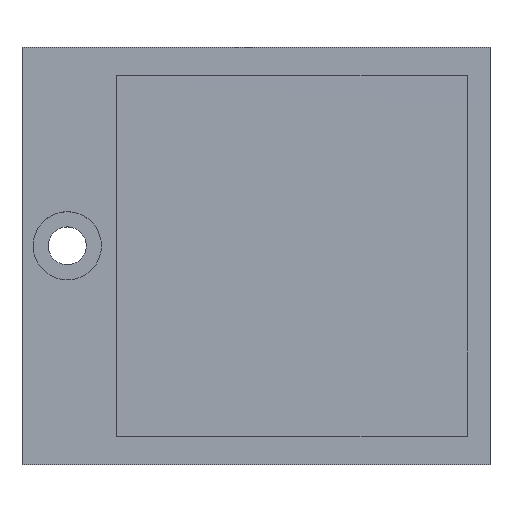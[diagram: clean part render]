
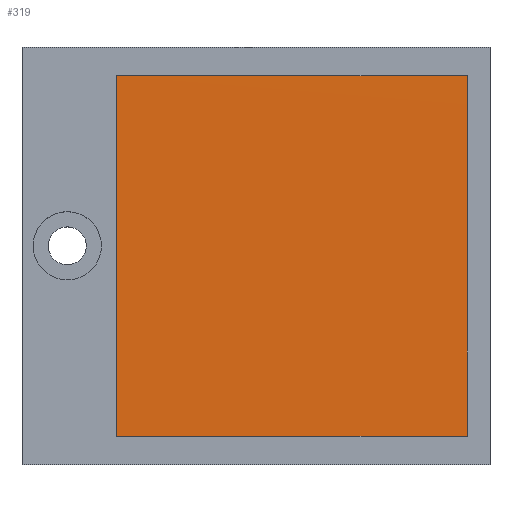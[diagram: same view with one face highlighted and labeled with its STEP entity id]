
A CAD part, top view. The second image highlights one B-rep face of the part: STEP entity #319.
In plain terms, the highlighted planar face has unit normal (0, 0, 1).
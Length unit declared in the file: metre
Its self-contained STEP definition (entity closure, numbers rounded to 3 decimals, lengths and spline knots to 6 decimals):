
#72=ORIENTED_EDGE('',*,*,#127,.T.);
#73=ORIENTED_EDGE('',*,*,#134,.T.);
#74=ORIENTED_EDGE('',*,*,#129,.T.);
#75=ORIENTED_EDGE('',*,*,#115,.F.);
#76=ORIENTED_EDGE('',*,*,#112,.F.);
#77=ORIENTED_EDGE('',*,*,#108,.T.);
#108=EDGE_CURVE('',#149,#150,#177,.T.);
#112=EDGE_CURVE('',#149,#153,#181,.T.);
#115=EDGE_CURVE('',#153,#155,#184,.T.);
#127=EDGE_CURVE('',#150,#161,#196,.T.);
#129=EDGE_CURVE('',#163,#155,#198,.T.);
#134=EDGE_CURVE('',#161,#163,#201,.T.);
#149=VERTEX_POINT('',#465);
#150=VERTEX_POINT('',#466);
#153=VERTEX_POINT('',#474);
#155=VERTEX_POINT('',#480);
#161=VERTEX_POINT('',#501);
#163=VERTEX_POINT('',#506);
#177=LINE('',#464,#214);
#181=LINE('',#473,#218);
#184=LINE('',#479,#221);
#196=LINE('',#503,#233);
#198=LINE('',#505,#235);
#201=LINE('',#517,#238);
#214=VECTOR('',#376,1.);
#218=VECTOR('',#382,1.);
#221=VECTOR('',#387,1.);
#233=VECTOR('',#407,1.);
#235=VECTOR('',#409,1.);
#238=VECTOR('',#422,1.);
#257=EDGE_LOOP('',(#72,#73,#74,#75,#76,#77));
#282=FACE_BOUND('',#257,.T.);
#303=PLANE('',#352);
#319=ADVANCED_FACE('',(#282),#303,.T.);
#352=AXIS2_PLACEMENT_3D('',#516,#420,#421);
#376=DIRECTION('',(1.,0.,0.));
#382=DIRECTION('',(0.,1.,0.));
#387=DIRECTION('',(1.,0.,0.));
#407=DIRECTION('',(0.,1.,0.));
#409=DIRECTION('',(0.,1.,0.));
#420=DIRECTION('',(0.,0.,1.));
#421=DIRECTION('',(1.,0.,0.));
#422=DIRECTION('',(0.,1.,0.));
#464=CARTESIAN_POINT('',(0.0061,0.041991,0.001));
#465=CARTESIAN_POINT('',(-0.00315,0.041991,0.001));
#466=CARTESIAN_POINT('',(0.01535,0.041991,0.001));
#473=CARTESIAN_POINT('',(-0.00315,0.051491,0.001));
#474=CARTESIAN_POINT('',(-0.00315,0.060991,0.001));
#479=CARTESIAN_POINT('',(0.0061,0.060991,0.001));
#480=CARTESIAN_POINT('',(0.01535,0.060991,0.001));
#501=CARTESIAN_POINT('',(0.01535,0.044091,0.001004));
#503=CARTESIAN_POINT('',(0.01535,0.051491,0.001));
#505=CARTESIAN_POINT('',(0.01535,0.051491,0.001));
#506=CARTESIAN_POINT('',(0.01535,0.059491,0.001004));
#516=CARTESIAN_POINT('',(0.00421,0.051491,0.001));
#517=CARTESIAN_POINT('',(0.01535,0.051491,0.001));
